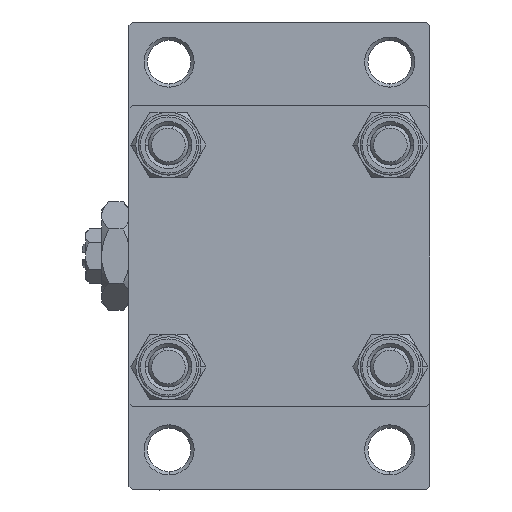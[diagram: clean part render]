
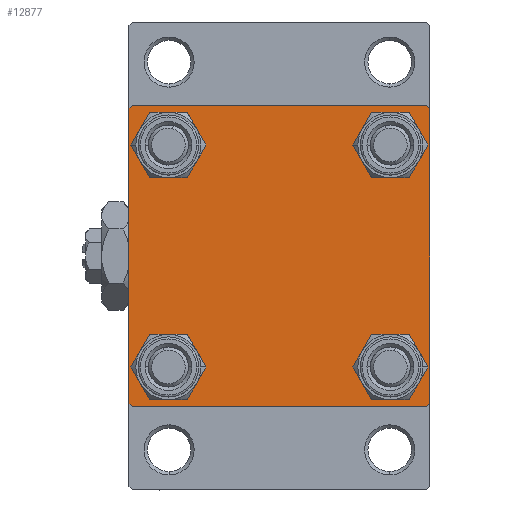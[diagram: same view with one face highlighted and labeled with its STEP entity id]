
A CAD part, left-side view. The second image highlights one B-rep face of the part: STEP entity #12877.
In plain terms, the highlighted planar face has unit normal (-1, 0, 0).
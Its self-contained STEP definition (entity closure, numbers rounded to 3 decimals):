
#658 = CARTESIAN_POINT ( 'NONE',  ( 0., 22.5, 22. ) ) ;
#954 = VECTOR ( 'NONE', #45273, 1000. ) ;
#1030 = VERTEX_POINT ( 'NONE', #47218 ) ;
#1928 = DIRECTION ( 'NONE',  ( 0., 0., 1. ) ) ;
#2651 = DIRECTION ( 'NONE',  ( 1., 0., 0. ) ) ;
#3276 = CARTESIAN_POINT ( 'NONE',  ( 0., -16.6, -20.1 ) ) ;
#3512 = ORIENTED_EDGE ( 'NONE', *, *, #15657, .T. ) ;
#3759 = VECTOR ( 'NONE', #20323, 1000. ) ;
#4363 = DIRECTION ( 'NONE',  ( 0., 0.707, -0.707 ) ) ;
#4501 = VERTEX_POINT ( 'NONE', #27678 ) ;
#5101 = DIRECTION ( 'NONE',  ( 1., 0., 0. ) ) ;
#5138 = EDGE_LOOP ( 'NONE', ( #34334, #35968, #30809, #13169, #39239, #8845, #30716, #17610 ) ) ;
#5485 = CARTESIAN_POINT ( 'NONE',  ( 0., -16.6, -16.6 ) ) ;
#5641 = VERTEX_POINT ( 'NONE', #20420 ) ;
#5780 = CARTESIAN_POINT ( 'NONE',  ( 0., -16.6, 13.1 ) ) ;
#6027 = ORIENTED_EDGE ( 'NONE', *, *, #26937, .T. ) ;
#6589 = VERTEX_POINT ( 'NONE', #44807 ) ;
#6765 = CARTESIAN_POINT ( 'NONE',  ( 0., 16.6, -16.6 ) ) ;
#6968 = CARTESIAN_POINT ( 'NONE',  ( 0., 22.5, -22.5 ) ) ;
#8083 = CIRCLE ( 'NONE', #29399, 3.5 ) ;
#8316 = CARTESIAN_POINT ( 'NONE',  ( 0., -16.6, 16.6 ) ) ;
#8343 = VERTEX_POINT ( 'NONE', #50755 ) ;
#8845 = ORIENTED_EDGE ( 'NONE', *, *, #13422, .T. ) ;
#9224 = ORIENTED_EDGE ( 'NONE', *, *, #24247, .T. ) ;
#9577 = DIRECTION ( 'NONE',  ( 0., 0., 1. ) ) ;
#10601 = CARTESIAN_POINT ( 'NONE',  ( 0., -22.5, -22. ) ) ;
#10959 = CIRCLE ( 'NONE', #15972, 3.5 ) ;
#11051 = DIRECTION ( 'NONE',  ( 0., -0.707, 0.707 ) ) ;
#11118 = EDGE_LOOP ( 'NONE', ( #27078, #6027 ) ) ;
#11415 = FACE_OUTER_BOUND ( 'NONE', #5138, .T. ) ;
#11657 = FACE_BOUND ( 'NONE', #46073, .T. ) ;
#12195 = ORIENTED_EDGE ( 'NONE', *, *, #44842, .T. ) ;
#12671 = DIRECTION ( 'NONE',  ( 0., 0., 1. ) ) ;
#12877 = ADVANCED_FACE ( 'NONE', ( #11657, #14297, #38904, #27591, #11415 ), #22010, .T. ) ;
#13169 = ORIENTED_EDGE ( 'NONE', *, *, #31857, .T. ) ;
#13422 = EDGE_CURVE ( 'NONE', #5641, #15369, #39849, .T. ) ;
#13745 = EDGE_CURVE ( 'NONE', #28190, #1030, #48846, .T. ) ;
#14228 = LINE ( 'NONE', #22459, #50383 ) ;
#14297 = FACE_BOUND ( 'NONE', #11118, .T. ) ;
#14554 = DIRECTION ( 'NONE',  ( 0., 0., 1. ) ) ;
#14813 = CARTESIAN_POINT ( 'NONE',  ( 0., 16.6, -13.1 ) ) ;
#14895 = LINE ( 'NONE', #26215, #23055 ) ;
#15025 = DIRECTION ( 'NONE',  ( 1., 0., 0. ) ) ;
#15178 = CIRCLE ( 'NONE', #24190, 3.5 ) ;
#15369 = VERTEX_POINT ( 'NONE', #30204 ) ;
#15407 = CARTESIAN_POINT ( 'NONE',  ( 0., 22.25, 22.25 ) ) ;
#15657 = EDGE_CURVE ( 'NONE', #34336, #43191, #15178, .T. ) ;
#15744 = ORIENTED_EDGE ( 'NONE', *, *, #46674, .T. ) ;
#15824 = EDGE_CURVE ( 'NONE', #17713, #49536, #39776, .T. ) ;
#15972 = AXIS2_PLACEMENT_3D ( 'NONE', #45509, #41898, #33687 ) ;
#16515 = DIRECTION ( 'NONE',  ( 1., 0., 0. ) ) ;
#16773 = VECTOR ( 'NONE', #33584, 1000. ) ;
#17194 = VERTEX_POINT ( 'NONE', #34648 ) ;
#17225 = CARTESIAN_POINT ( 'NONE',  ( 0., -22.5, 22.5 ) ) ;
#17287 = CARTESIAN_POINT ( 'NONE',  ( 0., 16.6, 20.1 ) ) ;
#17610 = ORIENTED_EDGE ( 'NONE', *, *, #18884, .T. ) ;
#17713 = VERTEX_POINT ( 'NONE', #46572 ) ;
#17923 = EDGE_CURVE ( 'NONE', #5641, #23623, #28813, .T. ) ;
#18297 = DIRECTION ( 'NONE',  ( 0., 0., 1. ) ) ;
#18884 = EDGE_CURVE ( 'NONE', #17194, #44502, #27484, .T. ) ;
#19125 = CARTESIAN_POINT ( 'NONE',  ( 0., -22., -22.5 ) ) ;
#19198 = AXIS2_PLACEMENT_3D ( 'NONE', #29987, #34099, #14554 ) ;
#19465 = AXIS2_PLACEMENT_3D ( 'NONE', #38674, #15025, #41497 ) ;
#20323 = DIRECTION ( 'NONE',  ( 0., 0.707, 0.707 ) ) ;
#20420 = CARTESIAN_POINT ( 'NONE',  ( 0., -22.5, 22. ) ) ;
#22010 = PLANE ( 'NONE',  #19198 ) ;
#22459 = CARTESIAN_POINT ( 'NONE',  ( 0., 22.5, 22.5 ) ) ;
#23055 = VECTOR ( 'NONE', #11051, 1000. ) ;
#23623 = VERTEX_POINT ( 'NONE', #10601 ) ;
#24190 = AXIS2_PLACEMENT_3D ( 'NONE', #6765, #25763, #9577 ) ;
#24247 = EDGE_CURVE ( 'NONE', #43191, #34336, #41601, .T. ) ;
#25746 = EDGE_CURVE ( 'NONE', #4501, #29655, #25973, .T. ) ;
#25763 = DIRECTION ( 'NONE',  ( 1., 0., 0. ) ) ;
#25973 = LINE ( 'NONE', #6968, #28567 ) ;
#26215 = CARTESIAN_POINT ( 'NONE',  ( 0., -22.25, -22.25 ) ) ;
#26937 = EDGE_CURVE ( 'NONE', #49536, #17713, #8083, .T. ) ;
#27078 = ORIENTED_EDGE ( 'NONE', *, *, #15824, .T. ) ;
#27484 = LINE ( 'NONE', #15407, #31715 ) ;
#27591 = FACE_BOUND ( 'NONE', #38926, .T. ) ;
#27678 = CARTESIAN_POINT ( 'NONE',  ( 0., 22., -22.5 ) ) ;
#28190 = VERTEX_POINT ( 'NONE', #17287 ) ;
#28567 = VECTOR ( 'NONE', #37792, 1000. ) ;
#28813 = LINE ( 'NONE', #17225, #35792 ) ;
#29155 = DIRECTION ( 'NONE',  ( 1., 0., 0. ) ) ;
#29399 = AXIS2_PLACEMENT_3D ( 'NONE', #5485, #2651, #18297 ) ;
#29655 = VERTEX_POINT ( 'NONE', #19125 ) ;
#29987 = CARTESIAN_POINT ( 'NONE',  ( 0., 0., 0. ) ) ;
#30204 = CARTESIAN_POINT ( 'NONE',  ( 0., -22., 22.5 ) ) ;
#30716 = ORIENTED_EDGE ( 'NONE', *, *, #39162, .F. ) ;
#30809 = ORIENTED_EDGE ( 'NONE', *, *, #25746, .T. ) ;
#31715 = VECTOR ( 'NONE', #4363, 1000. ) ;
#31857 = EDGE_CURVE ( 'NONE', #29655, #23623, #14895, .T. ) ;
#32352 = VERTEX_POINT ( 'NONE', #5780 ) ;
#32414 = DIRECTION ( 'NONE',  ( 0., 0., 1. ) ) ;
#32722 = EDGE_CURVE ( 'NONE', #8343, #4501, #41153, .T. ) ;
#33584 = DIRECTION ( 'NONE',  ( 0., 0., -1. ) ) ;
#33687 = DIRECTION ( 'NONE',  ( 0., 0., 1. ) ) ;
#34099 = DIRECTION ( 'NONE',  ( -1., 0., 0. ) ) ;
#34334 = ORIENTED_EDGE ( 'NONE', *, *, #43171, .T. ) ;
#34336 = VERTEX_POINT ( 'NONE', #45666 ) ;
#34527 = EDGE_LOOP ( 'NONE', ( #9224, #3512 ) ) ;
#34648 = CARTESIAN_POINT ( 'NONE',  ( 0., 22., 22.5 ) ) ;
#35792 = VECTOR ( 'NONE', #39858, 1000. ) ;
#35808 = EDGE_CURVE ( 'NONE', #32352, #6589, #50154, .T. ) ;
#35968 = ORIENTED_EDGE ( 'NONE', *, *, #32722, .T. ) ;
#36186 = CARTESIAN_POINT ( 'NONE',  ( 0., 16.6, 16.6 ) ) ;
#36440 = DIRECTION ( 'NONE',  ( 0., 0., 1. ) ) ;
#36508 = CARTESIAN_POINT ( 'NONE',  ( 0., -22.25, 22.25 ) ) ;
#37792 = DIRECTION ( 'NONE',  ( 0., -1., 0. ) ) ;
#38674 = CARTESIAN_POINT ( 'NONE',  ( 0., 16.6, -16.6 ) ) ;
#38904 = FACE_BOUND ( 'NONE', #34527, .T. ) ;
#38926 = EDGE_LOOP ( 'NONE', ( #49667, #12195 ) ) ;
#38945 = CIRCLE ( 'NONE', #45513, 3.5 ) ;
#39162 = EDGE_CURVE ( 'NONE', #17194, #15369, #14228, .T. ) ;
#39239 = ORIENTED_EDGE ( 'NONE', *, *, #17923, .F. ) ;
#39606 = CARTESIAN_POINT ( 'NONE',  ( 0., -16.6, -16.6 ) ) ;
#39776 = CIRCLE ( 'NONE', #47998, 3.5 ) ;
#39849 = LINE ( 'NONE', #36508, #3759 ) ;
#39858 = DIRECTION ( 'NONE',  ( 0., 0., -1. ) ) ;
#41153 = LINE ( 'NONE', #49630, #954 ) ;
#41470 = AXIS2_PLACEMENT_3D ( 'NONE', #36186, #5101, #36440 ) ;
#41497 = DIRECTION ( 'NONE',  ( 0., 0., 1. ) ) ;
#41601 = CIRCLE ( 'NONE', #19465, 3.5 ) ;
#41898 = DIRECTION ( 'NONE',  ( 1., 0., 0. ) ) ;
#43171 = EDGE_CURVE ( 'NONE', #44502, #8343, #44644, .T. ) ;
#43191 = VERTEX_POINT ( 'NONE', #14813 ) ;
#44108 = ORIENTED_EDGE ( 'NONE', *, *, #35808, .T. ) ;
#44502 = VERTEX_POINT ( 'NONE', #658 ) ;
#44644 = LINE ( 'NONE', #45143, #16773 ) ;
#44807 = CARTESIAN_POINT ( 'NONE',  ( 0., -16.6, 20.1 ) ) ;
#44842 = EDGE_CURVE ( 'NONE', #1030, #28190, #10959, .T. ) ;
#45143 = CARTESIAN_POINT ( 'NONE',  ( 0., 22.5, 22.5 ) ) ;
#45273 = DIRECTION ( 'NONE',  ( 0., -0.707, -0.707 ) ) ;
#45509 = CARTESIAN_POINT ( 'NONE',  ( 0., 16.6, 16.6 ) ) ;
#45513 = AXIS2_PLACEMENT_3D ( 'NONE', #8316, #16515, #12671 ) ;
#45666 = CARTESIAN_POINT ( 'NONE',  ( 0., 16.6, -20.1 ) ) ;
#46056 = AXIS2_PLACEMENT_3D ( 'NONE', #49686, #29155, #1928 ) ;
#46073 = EDGE_LOOP ( 'NONE', ( #15744, #44108 ) ) ;
#46572 = CARTESIAN_POINT ( 'NONE',  ( 0., -16.6, -13.1 ) ) ;
#46674 = EDGE_CURVE ( 'NONE', #6589, #32352, #38945, .T. ) ;
#47218 = CARTESIAN_POINT ( 'NONE',  ( 0., 16.6, 13.1 ) ) ;
#47998 = AXIS2_PLACEMENT_3D ( 'NONE', #39606, #48345, #32414 ) ;
#48345 = DIRECTION ( 'NONE',  ( 1., 0., 0. ) ) ;
#48846 = CIRCLE ( 'NONE', #41470, 3.5 ) ;
#49536 = VERTEX_POINT ( 'NONE', #3276 ) ;
#49630 = CARTESIAN_POINT ( 'NONE',  ( 0., 22.25, -22.25 ) ) ;
#49667 = ORIENTED_EDGE ( 'NONE', *, *, #13745, .T. ) ;
#49686 = CARTESIAN_POINT ( 'NONE',  ( 0., -16.6, 16.6 ) ) ;
#50154 = CIRCLE ( 'NONE', #46056, 3.5 ) ;
#50210 = DIRECTION ( 'NONE',  ( 0., -1., 0. ) ) ;
#50383 = VECTOR ( 'NONE', #50210, 1000. ) ;
#50755 = CARTESIAN_POINT ( 'NONE',  ( 0., 22.5, -22. ) ) ;
